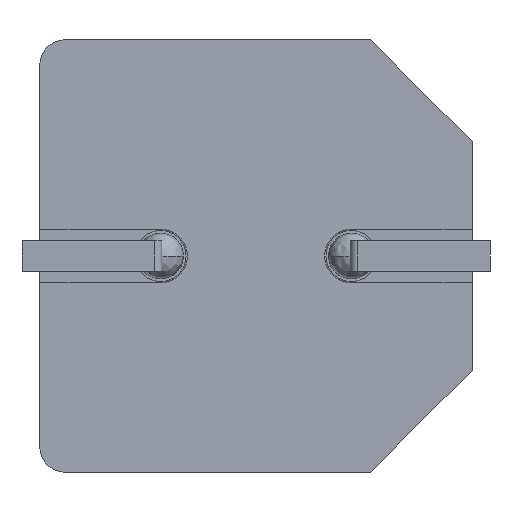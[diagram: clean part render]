
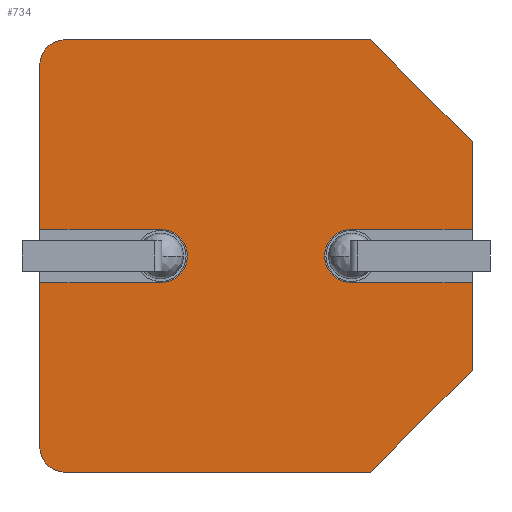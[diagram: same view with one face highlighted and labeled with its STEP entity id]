
A CAD part, front view. The second image highlights one B-rep face of the part: STEP entity #734.
In plain terms, the highlighted planar face has unit normal (0, -1, 0).
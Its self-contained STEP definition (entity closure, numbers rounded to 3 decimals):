
#4 = CARTESIAN_POINT ( 'NONE',  ( -3.75, 0., 1.05 ) ) ;
#6 = VERTEX_POINT ( 'NONE', #564 ) ;
#28 = CARTESIAN_POINT ( 'NONE',  ( 8.5, 0., 4.5 ) ) ;
#53 = CARTESIAN_POINT ( 'NONE',  ( 0., 0., 8.5 ) ) ;
#57 = LINE ( 'NONE', #1515, #1792 ) ;
#77 = VERTEX_POINT ( 'NONE', #933 ) ;
#85 = DIRECTION ( 'NONE',  ( -0.707, 0., 0.707 ) ) ;
#108 = VERTEX_POINT ( 'NONE', #981 ) ;
#153 = CARTESIAN_POINT ( 'NONE',  ( 3.75, 0., -1.05 ) ) ;
#191 = VERTEX_POINT ( 'NONE', #2176 ) ;
#246 = CARTESIAN_POINT ( 'NONE',  ( 3.75, 0., 0. ) ) ;
#259 = VERTEX_POINT ( 'NONE', #264 ) ;
#264 = CARTESIAN_POINT ( 'NONE',  ( -8.5, 0., -7.5 ) ) ;
#298 = EDGE_CURVE ( 'NONE', #1923, #2730, #817, .T. ) ;
#310 = EDGE_CURVE ( 'NONE', #694, #191, #1861, .T. ) ;
#328 = ORIENTED_EDGE ( 'NONE', *, *, #2747, .T. ) ;
#366 = DIRECTION ( 'NONE',  ( 1., 0., 0. ) ) ;
#367 = LINE ( 'NONE', #1946, #1768 ) ;
#370 = CARTESIAN_POINT ( 'NONE',  ( 0., 0., -8.5 ) ) ;
#371 = EDGE_CURVE ( 'NONE', #191, #953, #1319, .T. ) ;
#416 = DIRECTION ( 'NONE',  ( 0., 0., -1. ) ) ;
#453 = VERTEX_POINT ( 'NONE', #644 ) ;
#492 = ORIENTED_EDGE ( 'NONE', *, *, #1422, .T. ) ;
#493 = AXIS2_PLACEMENT_3D ( 'NONE', #246, #1207, #2478 ) ;
#495 = EDGE_CURVE ( 'NONE', #2862, #6, #1415, .T. ) ;
#521 = DIRECTION ( 'NONE',  ( 0., 1., 0. ) ) ;
#529 = CARTESIAN_POINT ( 'NONE',  ( -8.5, 0., 1.05 ) ) ;
#564 = CARTESIAN_POINT ( 'NONE',  ( 4.5, 0., -8.5 ) ) ;
#568 = DIRECTION ( 'NONE',  ( 0., 0., -1. ) ) ;
#576 = ORIENTED_EDGE ( 'NONE', *, *, #1550, .F. ) ;
#622 = VERTEX_POINT ( 'NONE', #2847 ) ;
#644 = CARTESIAN_POINT ( 'NONE',  ( 3.75, 0., 1.05 ) ) ;
#655 = ORIENTED_EDGE ( 'NONE', *, *, #1009, .T. ) ;
#660 = VECTOR ( 'NONE', #847, 1000. ) ;
#668 = AXIS2_PLACEMENT_3D ( 'NONE', #1271, #2701, #416 ) ;
#688 = LINE ( 'NONE', #2463, #3025 ) ;
#694 = VERTEX_POINT ( 'NONE', #2266 ) ;
#707 = PLANE ( 'NONE',  #1773 ) ;
#730 = CARTESIAN_POINT ( 'NONE',  ( 0., 0., 0. ) ) ;
#734 = ADVANCED_FACE ( 'NONE', ( #3286 ), #707, .T. ) ;
#817 = LINE ( 'NONE', #1824, #660 ) ;
#831 = DIRECTION ( 'NONE',  ( -1., 0., 0. ) ) ;
#847 = DIRECTION ( 'NONE',  ( 0., 0., -1. ) ) ;
#874 = CARTESIAN_POINT ( 'NONE',  ( 0., 0., 1.05 ) ) ;
#884 = VECTOR ( 'NONE', #831, 1000. ) ;
#902 = ORIENTED_EDGE ( 'NONE', *, *, #3195, .T. ) ;
#933 = CARTESIAN_POINT ( 'NONE',  ( 8.5, 0., -4.5 ) ) ;
#953 = VERTEX_POINT ( 'NONE', #2136 ) ;
#981 = CARTESIAN_POINT ( 'NONE',  ( -3.75, 0., -1.05 ) ) ;
#994 = CIRCLE ( 'NONE', #2172, 1.05 ) ;
#1009 = EDGE_CURVE ( 'NONE', #453, #1282, #3156, .T. ) ;
#1046 = LINE ( 'NONE', #1574, #884 ) ;
#1063 = ORIENTED_EDGE ( 'NONE', *, *, #495, .T. ) ;
#1157 = VECTOR ( 'NONE', #568, 1000. ) ;
#1168 = LINE ( 'NONE', #2640, #2066 ) ;
#1188 = EDGE_CURVE ( 'NONE', #3237, #453, #1885, .T. ) ;
#1207 = DIRECTION ( 'NONE',  ( 0., 1., 0. ) ) ;
#1256 = VECTOR ( 'NONE', #366, 1000. ) ;
#1271 = CARTESIAN_POINT ( 'NONE',  ( -7.5, 0., 7.5 ) ) ;
#1282 = VERTEX_POINT ( 'NONE', #1301 ) ;
#1301 = CARTESIAN_POINT ( 'NONE',  ( 8.5, 0., 1.05 ) ) ;
#1303 = CARTESIAN_POINT ( 'NONE',  ( -7.5, 0., -7.5 ) ) ;
#1319 = LINE ( 'NONE', #53, #2772 ) ;
#1328 = ORIENTED_EDGE ( 'NONE', *, *, #2514, .T. ) ;
#1411 = CARTESIAN_POINT ( 'NONE',  ( -3.75, 0., 0. ) ) ;
#1415 = LINE ( 'NONE', #370, #1671 ) ;
#1422 = EDGE_CURVE ( 'NONE', #77, #622, #367, .T. ) ;
#1479 = ORIENTED_EDGE ( 'NONE', *, *, #2162, .F. ) ;
#1515 = CARTESIAN_POINT ( 'NONE',  ( 0., 0., -1.05 ) ) ;
#1550 = EDGE_CURVE ( 'NONE', #1923, #953, #2424, .T. ) ;
#1574 = CARTESIAN_POINT ( 'NONE',  ( 0., 0., -1.05 ) ) ;
#1577 = ORIENTED_EDGE ( 'NONE', *, *, #371, .T. ) ;
#1581 = DIRECTION ( 'NONE',  ( -1., 0., 0. ) ) ;
#1639 = DIRECTION ( 'NONE',  ( 1., 0., 0. ) ) ;
#1661 = EDGE_CURVE ( 'NONE', #2410, #259, #2795, .T. ) ;
#1671 = VECTOR ( 'NONE', #1879, 1000. ) ;
#1708 = ORIENTED_EDGE ( 'NONE', *, *, #1188, .T. ) ;
#1715 = ORIENTED_EDGE ( 'NONE', *, *, #1661, .T. ) ;
#1768 = VECTOR ( 'NONE', #2889, 1000. ) ;
#1773 = AXIS2_PLACEMENT_3D ( 'NONE', #730, #1812, #2469 ) ;
#1792 = VECTOR ( 'NONE', #1581, 1000. ) ;
#1812 = DIRECTION ( 'NONE',  ( 0., -1., 0. ) ) ;
#1824 = CARTESIAN_POINT ( 'NONE',  ( -8.5, 0., 0. ) ) ;
#1861 = LINE ( 'NONE', #28, #2891 ) ;
#1879 = DIRECTION ( 'NONE',  ( 1., 0., 0. ) ) ;
#1885 = CIRCLE ( 'NONE', #493, 1.05 ) ;
#1923 = VERTEX_POINT ( 'NONE', #3101 ) ;
#1946 = CARTESIAN_POINT ( 'NONE',  ( 8.5, 0., 0. ) ) ;
#2066 = VECTOR ( 'NONE', #1639, 1000. ) ;
#2079 = CARTESIAN_POINT ( 'NONE',  ( 8.5, 0., 0. ) ) ;
#2136 = CARTESIAN_POINT ( 'NONE',  ( -7.5, 0., 8.5 ) ) ;
#2162 = EDGE_CURVE ( 'NONE', #2862, #259, #2321, .T. ) ;
#2172 = AXIS2_PLACEMENT_3D ( 'NONE', #1411, #3192, #2449 ) ;
#2176 = CARTESIAN_POINT ( 'NONE',  ( 4.5, 0., 8.5 ) ) ;
#2184 = EDGE_CURVE ( 'NONE', #622, #3237, #1046, .T. ) ;
#2222 = ORIENTED_EDGE ( 'NONE', *, *, #2689, .T. ) ;
#2266 = CARTESIAN_POINT ( 'NONE',  ( 8.5, 0., 4.5 ) ) ;
#2287 = LINE ( 'NONE', #2079, #2383 ) ;
#2321 = CIRCLE ( 'NONE', #3064, 1. ) ;
#2325 = CARTESIAN_POINT ( 'NONE',  ( -8.5, 0., 0. ) ) ;
#2383 = VECTOR ( 'NONE', #3123, 1000. ) ;
#2410 = VERTEX_POINT ( 'NONE', #2523 ) ;
#2424 = CIRCLE ( 'NONE', #668, 1. ) ;
#2449 = DIRECTION ( 'NONE',  ( 0., 0., -1. ) ) ;
#2463 = CARTESIAN_POINT ( 'NONE',  ( 4.5, 0., -8.5 ) ) ;
#2469 = DIRECTION ( 'NONE',  ( 0., 0., -1. ) ) ;
#2478 = DIRECTION ( 'NONE',  ( 0., 0., -1. ) ) ;
#2481 = DIRECTION ( 'NONE',  ( 0.707, 0., 0.707 ) ) ;
#2514 = EDGE_CURVE ( 'NONE', #3082, #108, #994, .T. ) ;
#2523 = CARTESIAN_POINT ( 'NONE',  ( -8.5, 0., -1.05 ) ) ;
#2603 = DIRECTION ( 'NONE',  ( -1., 0., 0. ) ) ;
#2623 = CARTESIAN_POINT ( 'NONE',  ( -7.5, 0., -8.5 ) ) ;
#2640 = CARTESIAN_POINT ( 'NONE',  ( 0., 0., 1.05 ) ) ;
#2678 = ORIENTED_EDGE ( 'NONE', *, *, #3063, .T. ) ;
#2689 = EDGE_CURVE ( 'NONE', #1282, #694, #2287, .T. ) ;
#2701 = DIRECTION ( 'NONE',  ( 0., 1., 0. ) ) ;
#2730 = VERTEX_POINT ( 'NONE', #529 ) ;
#2747 = EDGE_CURVE ( 'NONE', #2730, #3082, #1168, .T. ) ;
#2772 = VECTOR ( 'NONE', #2603, 1000. ) ;
#2792 = ORIENTED_EDGE ( 'NONE', *, *, #310, .T. ) ;
#2795 = LINE ( 'NONE', #2325, #1157 ) ;
#2813 = DIRECTION ( 'NONE',  ( 0., 0., -1. ) ) ;
#2847 = CARTESIAN_POINT ( 'NONE',  ( 8.5, 0., -1.05 ) ) ;
#2862 = VERTEX_POINT ( 'NONE', #2623 ) ;
#2877 = EDGE_LOOP ( 'NONE', ( #1328, #2678, #1715, #1479, #1063, #902, #492, #2920, #1708, #655, #2222, #2792, #1577, #576, #3274, #328 ) ) ;
#2889 = DIRECTION ( 'NONE',  ( 0., 0., 1. ) ) ;
#2891 = VECTOR ( 'NONE', #85, 1000. ) ;
#2920 = ORIENTED_EDGE ( 'NONE', *, *, #2184, .T. ) ;
#3025 = VECTOR ( 'NONE', #2481, 1000. ) ;
#3063 = EDGE_CURVE ( 'NONE', #108, #2410, #57, .T. ) ;
#3064 = AXIS2_PLACEMENT_3D ( 'NONE', #1303, #521, #2813 ) ;
#3082 = VERTEX_POINT ( 'NONE', #4 ) ;
#3101 = CARTESIAN_POINT ( 'NONE',  ( -8.5, 0., 7.5 ) ) ;
#3123 = DIRECTION ( 'NONE',  ( 0., 0., 1. ) ) ;
#3156 = LINE ( 'NONE', #874, #1256 ) ;
#3192 = DIRECTION ( 'NONE',  ( 0., 1., 0. ) ) ;
#3195 = EDGE_CURVE ( 'NONE', #6, #77, #688, .T. ) ;
#3237 = VERTEX_POINT ( 'NONE', #153 ) ;
#3274 = ORIENTED_EDGE ( 'NONE', *, *, #298, .T. ) ;
#3286 = FACE_OUTER_BOUND ( 'NONE', #2877, .T. ) ;
